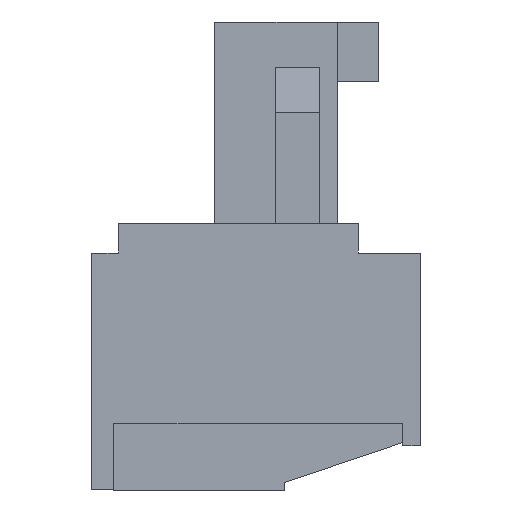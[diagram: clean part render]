
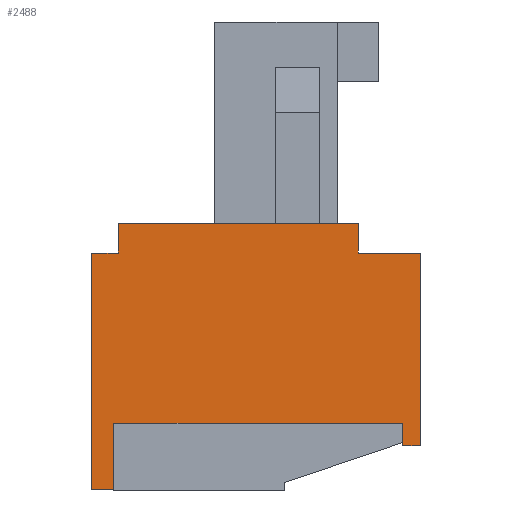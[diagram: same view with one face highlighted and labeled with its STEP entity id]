
A CAD part, left-side view. The second image highlights one B-rep face of the part: STEP entity #2488.
In plain terms, the highlighted planar face has unit normal (-1, 0, 0).
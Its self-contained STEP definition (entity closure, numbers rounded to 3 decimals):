
#2488 = ADVANCED_FACE( '', ( #5524 ), #5525, .F. );
#5524 = FACE_OUTER_BOUND( '', #9328, .T. );
#5525 = PLANE( '', #9329 );
#9328 = EDGE_LOOP( '', ( #15669, #15670, #15671, #15672, #15673, #15674, #15675, #15676, #15677, #15678, #15679, #15680 ) );
#9329 = AXIS2_PLACEMENT_3D( '', #15681, #15682, #15683 );
#15669 = ORIENTED_EDGE( '', *, *, #24745, .F. );
#15670 = ORIENTED_EDGE( '', *, *, #24746, .F. );
#15671 = ORIENTED_EDGE( '', *, *, #23095, .F. );
#15672 = ORIENTED_EDGE( '', *, *, #23639, .F. );
#15673 = ORIENTED_EDGE( '', *, *, #24103, .F. );
#15674 = ORIENTED_EDGE( '', *, *, #24747, .F. );
#15675 = ORIENTED_EDGE( '', *, *, #24748, .F. );
#15676 = ORIENTED_EDGE( '', *, *, #24465, .F. );
#15677 = ORIENTED_EDGE( '', *, *, #24217, .F. );
#15678 = ORIENTED_EDGE( '', *, *, #24749, .F. );
#15679 = ORIENTED_EDGE( '', *, *, #23225, .F. );
#15680 = ORIENTED_EDGE( '', *, *, #24750, .F. );
#15681 = CARTESIAN_POINT( '', ( -28.575, 0., 0. ) );
#15682 = DIRECTION( '', ( 1., 0., 0. ) );
#15683 = DIRECTION( '', ( 0., 0., -1. ) );
#23095 = EDGE_CURVE( '', #27788, #27790, #27791, .T. );
#23225 = EDGE_CURVE( '', #28011, #28013, #28014, .T. );
#23639 = EDGE_CURVE( '', #28704, #27788, #28706, .T. );
#24103 = EDGE_CURVE( '', #29470, #28704, #29472, .T. );
#24217 = EDGE_CURVE( '', #29656, #29658, #29659, .T. );
#24465 = EDGE_CURVE( '', #29658, #30049, #30050, .T. );
#24745 = EDGE_CURVE( '', #30476, #30477, #30478, .T. );
#24746 = EDGE_CURVE( '', #27790, #30476, #30479, .T. );
#24747 = EDGE_CURVE( '', #30480, #29470, #30481, .T. );
#24748 = EDGE_CURVE( '', #30049, #30480, #30482, .T. );
#24749 = EDGE_CURVE( '', #28013, #29656, #30483, .T. );
#24750 = EDGE_CURVE( '', #30477, #28011, #30484, .T. );
#27788 = VERTEX_POINT( '', #34520 );
#27790 = VERTEX_POINT( '', #34523 );
#27791 = LINE( '', #34524, #34525 );
#28011 = VERTEX_POINT( '', #34834 );
#28013 = VERTEX_POINT( '', #34837 );
#28014 = LINE( '', #34838, #34839 );
#28704 = VERTEX_POINT( '', #35843 );
#28706 = LINE( '', #35846, #35847 );
#29470 = VERTEX_POINT( '', #36970 );
#29472 = LINE( '', #36973, #36974 );
#29656 = VERTEX_POINT( '', #37251 );
#29658 = VERTEX_POINT( '', #37254 );
#29659 = LINE( '', #37255, #37256 );
#30049 = VERTEX_POINT( '', #37821 );
#30050 = LINE( '', #37822, #37823 );
#30476 = VERTEX_POINT( '', #38462 );
#30477 = VERTEX_POINT( '', #38463 );
#30478 = LINE( '', #38464, #38465 );
#30479 = LINE( '', #38466, #38467 );
#30480 = VERTEX_POINT( '', #38468 );
#30481 = LINE( '', #38469, #38470 );
#30482 = LINE( '', #38471, #38472 );
#30483 = LINE( '', #38473, #38474 );
#30484 = LINE( '', #38475, #38476 );
#34520 = CARTESIAN_POINT( '', ( -28.575, 4.05, 5. ) );
#34523 = CARTESIAN_POINT( '', ( -28.575, -4.05, 5. ) );
#34524 = CARTESIAN_POINT( '', ( -28.575, 4.05, 5. ) );
#34525 = VECTOR( '', #42595, 1000. );
#34834 = CARTESIAN_POINT( '', ( -28.575, -6.15, -2.5 ) );
#34837 = CARTESIAN_POINT( '', ( -28.575, -5.55, -2.5 ) );
#34838 = CARTESIAN_POINT( '', ( -28.575, -6.15, -2.5 ) );
#34839 = VECTOR( '', #42722, 1000. );
#35843 = CARTESIAN_POINT( '', ( -28.575, 4.05, 4. ) );
#35846 = CARTESIAN_POINT( '', ( -28.575, 4.05, 4. ) );
#35847 = VECTOR( '', #43091, 1000. );
#36970 = CARTESIAN_POINT( '', ( -28.575, 4.95, 4. ) );
#36973 = CARTESIAN_POINT( '', ( -28.575, 4.95, 4. ) );
#36974 = VECTOR( '', #43502, 1000. );
#37251 = CARTESIAN_POINT( '', ( -28.575, -5.55, -1.75 ) );
#37254 = CARTESIAN_POINT( '', ( -28.575, 4.2, -1.75 ) );
#37255 = CARTESIAN_POINT( '', ( -28.575, -5.55, -1.75 ) );
#37256 = VECTOR( '', #43609, 1000. );
#37821 = CARTESIAN_POINT( '', ( -28.575, 4.2, -4. ) );
#37822 = CARTESIAN_POINT( '', ( -28.575, 4.2, -1.75 ) );
#37823 = VECTOR( '', #43839, 1000. );
#38462 = CARTESIAN_POINT( '', ( -28.575, -4.05, 4. ) );
#38463 = CARTESIAN_POINT( '', ( -28.575, -6.15, 4. ) );
#38464 = CARTESIAN_POINT( '', ( -28.575, -4.05, 4. ) );
#38465 = VECTOR( '', #44107, 1000. );
#38466 = CARTESIAN_POINT( '', ( -28.575, -4.05, 5. ) );
#38467 = VECTOR( '', #44108, 1000. );
#38468 = CARTESIAN_POINT( '', ( -28.575, 4.95, -4. ) );
#38469 = CARTESIAN_POINT( '', ( -28.575, 4.95, -4. ) );
#38470 = VECTOR( '', #44109, 1000. );
#38471 = CARTESIAN_POINT( '', ( -28.575, 4.2, -4. ) );
#38472 = VECTOR( '', #44110, 1000. );
#38473 = CARTESIAN_POINT( '', ( -28.575, -5.55, -2.5 ) );
#38474 = VECTOR( '', #44111, 1000. );
#38475 = CARTESIAN_POINT( '', ( -28.575, -6.15, 4. ) );
#38476 = VECTOR( '', #44112, 1000. );
#42595 = DIRECTION( '', ( 0., -1., 0. ) );
#42722 = DIRECTION( '', ( 0., 1., 0. ) );
#43091 = DIRECTION( '', ( 0., 0., 1. ) );
#43502 = DIRECTION( '', ( 0., -1., 0. ) );
#43609 = DIRECTION( '', ( 0., 1., 0. ) );
#43839 = DIRECTION( '', ( 0., 0., -1. ) );
#44107 = DIRECTION( '', ( 0., -1., 0. ) );
#44108 = DIRECTION( '', ( 0., 0., -1. ) );
#44109 = DIRECTION( '', ( 0., 0., 1. ) );
#44110 = DIRECTION( '', ( 0., 1., 0. ) );
#44111 = DIRECTION( '', ( 0., 0., 1. ) );
#44112 = DIRECTION( '', ( 0., 0., -1. ) );
